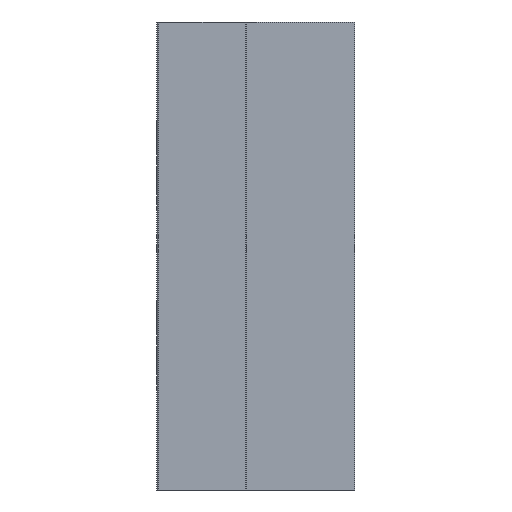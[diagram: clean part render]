
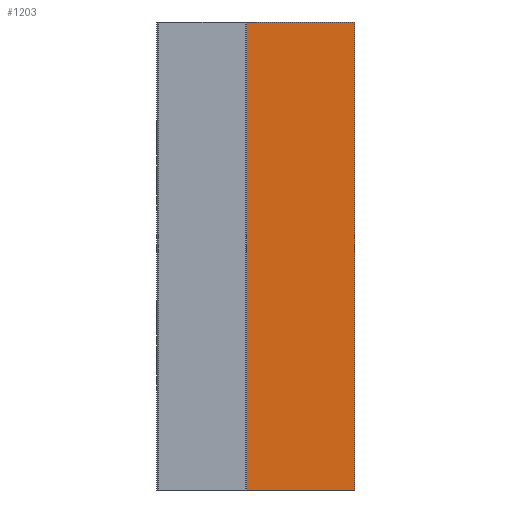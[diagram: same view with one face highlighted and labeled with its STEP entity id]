
A CAD part, left-side view. The second image highlights one B-rep face of the part: STEP entity #1203.
In plain terms, the highlighted face is planar.
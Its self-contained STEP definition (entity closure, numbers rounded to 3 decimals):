
#111=PLANE('',#1380);
#181=LINE('',#2092,#255);
#186=LINE('',#2112,#260);
#188=LINE('',#2116,#262);
#189=LINE('',#2117,#263);
#255=VECTOR('',#1710,1000.);
#260=VECTOR('',#1729,1000.);
#262=VECTOR('',#1733,1000.);
#263=VECTOR('',#1734,1000.);
#522=ORIENTED_EDGE('',*,*,#698,.T.);
#523=ORIENTED_EDGE('',*,*,#686,.F.);
#524=ORIENTED_EDGE('',*,*,#699,.F.);
#525=ORIENTED_EDGE('',*,*,#696,.T.);
#686=EDGE_CURVE('',#795,#792,#181,.T.);
#696=EDGE_CURVE('',#804,#803,#186,.T.);
#698=EDGE_CURVE('',#803,#792,#188,.T.);
#699=EDGE_CURVE('',#804,#795,#189,.T.);
#792=VERTEX_POINT('',#2086);
#795=VERTEX_POINT('',#2091);
#803=VERTEX_POINT('',#2111);
#804=VERTEX_POINT('',#2113);
#970=EDGE_LOOP('',(#522,#523,#524,#525));
#1089=FACE_BOUND('',#970,.T.);
#1203=ADVANCED_FACE('',(#1089),#111,.F.);
#1380=AXIS2_PLACEMENT_3D('',#2115,#1731,#1732);
#1710=DIRECTION('',(0.,0.,-1.));
#1729=DIRECTION('',(0.,0.,-1.));
#1731=DIRECTION('',(-1.,0.,0.));
#1732=DIRECTION('',(0.,0.,1.));
#1733=DIRECTION('',(0.,1.,0.));
#1734=DIRECTION('',(0.,1.,0.));
#2086=CARTESIAN_POINT('',(6.,12.,-26.));
#2091=CARTESIAN_POINT('',(6.,12.,26.));
#2092=CARTESIAN_POINT('',(6.,12.,26.));
#2111=CARTESIAN_POINT('',(6.,0.,-26.));
#2112=CARTESIAN_POINT('',(6.,0.,26.));
#2113=CARTESIAN_POINT('',(6.,0.,26.));
#2115=CARTESIAN_POINT('',(6.,0.,26.));
#2116=CARTESIAN_POINT('',(6.,0.,-26.));
#2117=CARTESIAN_POINT('',(6.,0.,26.));
